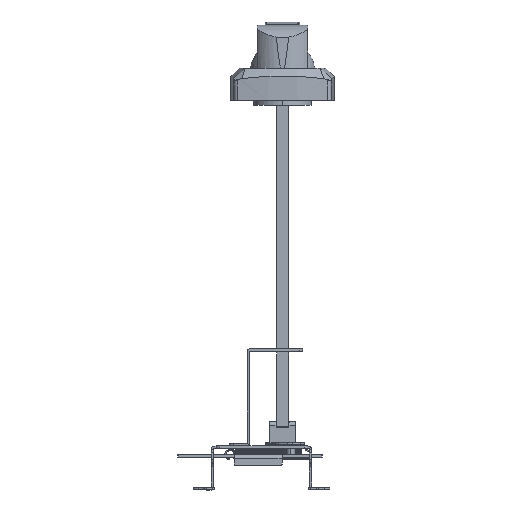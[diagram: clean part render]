
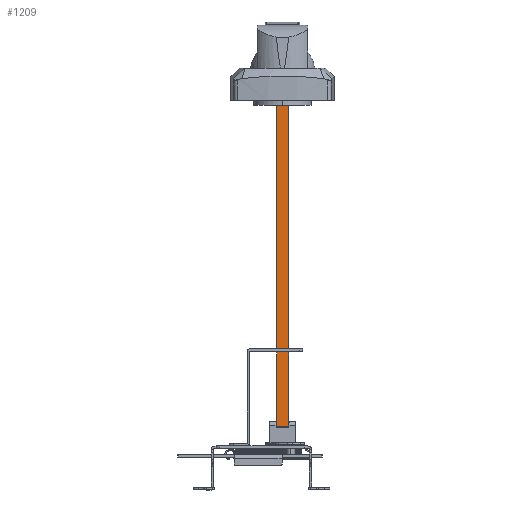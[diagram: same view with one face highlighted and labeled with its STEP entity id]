
A CAD part, top view. The second image highlights one B-rep face of the part: STEP entity #1209.
In plain terms, the highlighted planar face has unit normal (-0.029, 0, 1).
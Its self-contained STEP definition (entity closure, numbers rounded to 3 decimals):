
#1209 = ADVANCED_FACE ( 'NONE', ( #32810 ), #30323, .T. ) ;
#2743 = LINE ( 'NONE', #14405, #30404 ) ;
#3911 = CARTESIAN_POINT ( 'NONE',  ( 23.146, 374.047, -13.662 ) ) ;
#4352 = EDGE_LOOP ( 'NONE', ( #31166, #16818, #32379, #34186 ) ) ;
#6145 = VERTEX_POINT ( 'NONE', #28819 ) ;
#6199 = CARTESIAN_POINT ( 'NONE',  ( 13.151, 69.247, -13.954 ) ) ;
#6784 = VECTOR ( 'NONE', #24002, 1000. ) ;
#7752 = CARTESIAN_POINT ( 'NONE',  ( 23.146, 69.247, -13.662 ) ) ;
#8103 = LINE ( 'NONE', #13843, #9901 ) ;
#8376 = DIRECTION ( 'NONE',  ( 0., -1., 0. ) ) ;
#8711 = CARTESIAN_POINT ( 'NONE',  ( 23.146, 69.247, -13.662 ) ) ;
#8802 = EDGE_CURVE ( 'NONE', #6145, #13429, #8103, .T. ) ;
#9901 = VECTOR ( 'NONE', #22838, 1000. ) ;
#13429 = VERTEX_POINT ( 'NONE', #6199 ) ;
#13843 = CARTESIAN_POINT ( 'NONE',  ( 13.151, 374.047, -13.954 ) ) ;
#14405 = CARTESIAN_POINT ( 'NONE',  ( 23.146, 374.047, -13.662 ) ) ;
#16360 = CARTESIAN_POINT ( 'NONE',  ( 23.146, 374.047, -13.662 ) ) ;
#16818 = ORIENTED_EDGE ( 'NONE', *, *, #22607, .F. ) ;
#19624 = VECTOR ( 'NONE', #8376, 1000. ) ;
#20384 = LINE ( 'NONE', #8711, #6784 ) ;
#21128 = DIRECTION ( 'NONE',  ( 1., 0., 0.029 ) ) ;
#21404 = VERTEX_POINT ( 'NONE', #7752 ) ;
#22607 = EDGE_CURVE ( 'NONE', #29815, #21404, #23486, .T. ) ;
#22838 = DIRECTION ( 'NONE',  ( 0., -1., 0. ) ) ;
#23486 = LINE ( 'NONE', #34609, #19624 ) ;
#24002 = DIRECTION ( 'NONE',  ( -1., 0., -0.029 ) ) ;
#24008 = DIRECTION ( 'NONE',  ( -0.029, 0., 1. ) ) ;
#24902 = AXIS2_PLACEMENT_3D ( 'NONE', #3911, #24008, #21128 ) ;
#26077 = DIRECTION ( 'NONE',  ( -1., 0., -0.029 ) ) ;
#27217 = EDGE_CURVE ( 'NONE', #21404, #13429, #20384, .T. ) ;
#28819 = CARTESIAN_POINT ( 'NONE',  ( 13.151, 374.047, -13.954 ) ) ;
#29815 = VERTEX_POINT ( 'NONE', #16360 ) ;
#30323 = PLANE ( 'NONE',  #24902 ) ;
#30404 = VECTOR ( 'NONE', #26077, 1000. ) ;
#31166 = ORIENTED_EDGE ( 'NONE', *, *, #27217, .F. ) ;
#32379 = ORIENTED_EDGE ( 'NONE', *, *, #35099, .T. ) ;
#32810 = FACE_OUTER_BOUND ( 'NONE', #4352, .T. ) ;
#34186 = ORIENTED_EDGE ( 'NONE', *, *, #8802, .T. ) ;
#34609 = CARTESIAN_POINT ( 'NONE',  ( 23.146, 374.047, -13.662 ) ) ;
#35099 = EDGE_CURVE ( 'NONE', #29815, #6145, #2743, .T. ) ;
